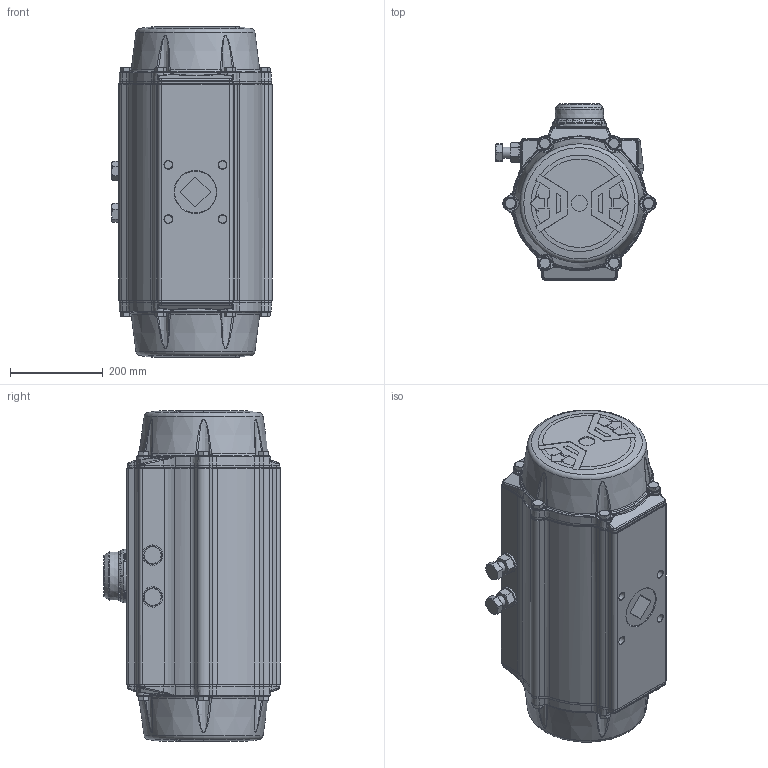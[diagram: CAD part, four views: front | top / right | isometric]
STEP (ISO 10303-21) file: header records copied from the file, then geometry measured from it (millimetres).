
FILE_DESCRIPTION(/* description */ (''),/* implementation_level */ '2;1');
FILE_NAME(/* name */ 'AT701U.stp',/* time_stamp */ '2019-11-15T12:11:28+01:00',/* author */ ('A8711351'),/* organization */ (''),/* preprocessor_version */ 'ST-DEVELOPER v18',/* originating_system */ 'Autodesk Inventor 2020',/* authorisation */ '');
FILE_SCHEMA (('AUTOMOTIVE_DESIGN { 1 0 10303 214 3 1 1 }'));
Products named in the file (1): AT701U
Bounding box: 344.7 x 380 x 710 mm (x, y, z)
Volume: 52193494.3 mm3; surface area: 927354.3 mm2
Topology: 1 solids, 1 shells, 1820 faces, 4613 edges, 2823 vertices
Faces by surface type: plane 778, bspline 424, cone 338, cylinder 197, torus 79, sphere 4
Full cylindrical faces by diameter (mm): 4.917 x4, 6 x1, 17.5 x4, 18.631 x2, 24 x2, 25.4 x12, 33.61 x2, 34 x2, 44 x2, 81 x1, 90 x1
Entity records: 83960 total; most frequent: CARTESIAN_POINT 42297, ORIENTED_EDGE 9192, DIRECTION 8201, EDGE_CURVE 4596, AXIS2_PLACEMENT_3D 3138, VERTEX_POINT 2823, LINE 1925, VECTOR 1925
